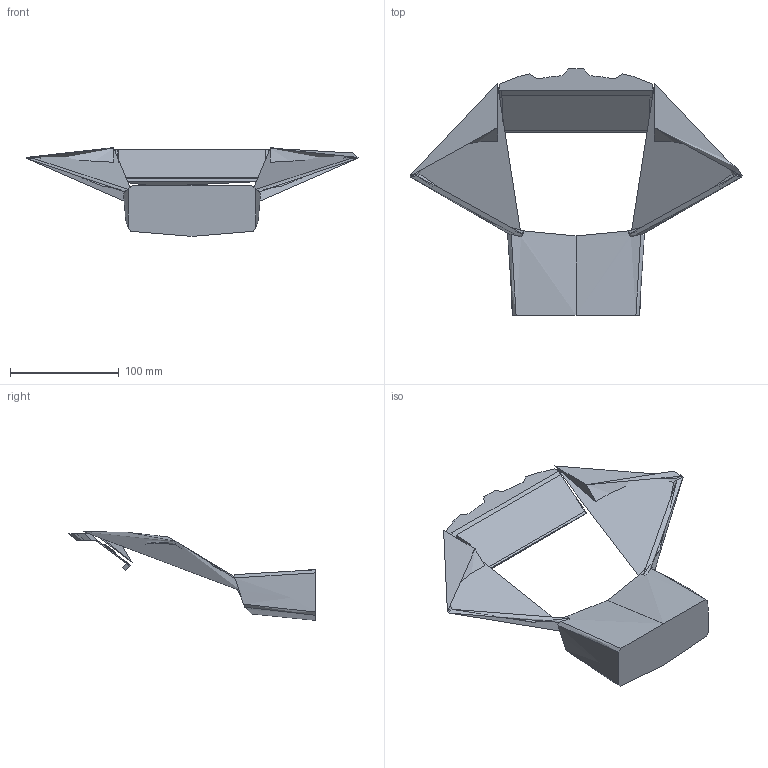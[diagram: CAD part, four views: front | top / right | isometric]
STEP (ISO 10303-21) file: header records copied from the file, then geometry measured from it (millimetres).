
FILE_DESCRIPTION(/* description */ (''),/* implementation_level */ '2;1');
FILE_NAME(/* name */ '091800_Mesmeri_Led',/* time_stamp */ '2016-05-18T17:44:13+02:00',/* author */ (''),/* organization */ (''),/* preprocessor_version */ 'ST-DEVELOPER v10',/* originating_system */ '',/* authorisation */ '');
FILE_SCHEMA (('CONFIG_CONTROL_DESIGN'));
Length unit declared in the file: millimetre
Products named in the file (1): 1
Bounding box: 304.86 x 226.34 x 81.52 mm (x, y, z)
Volume: 360817 mm3; surface area: 79702.1 mm2
Topology: 4 solids, 18 shells, 79 faces, 273 edges, 218 vertices
Faces by surface type: bspline 56, plane 23
Entity records: 10979 total; most frequent: CARTESIAN_POINT 8931, ORIENTED_EDGE 581, EDGE_CURVE 345, B_SPLINE_CURVE_WITH_KNOTS 256, VERTEX_POINT 249, ADVANCED_FACE 108, FACE_OUTER_BOUND 108, EDGE_LOOP 108
